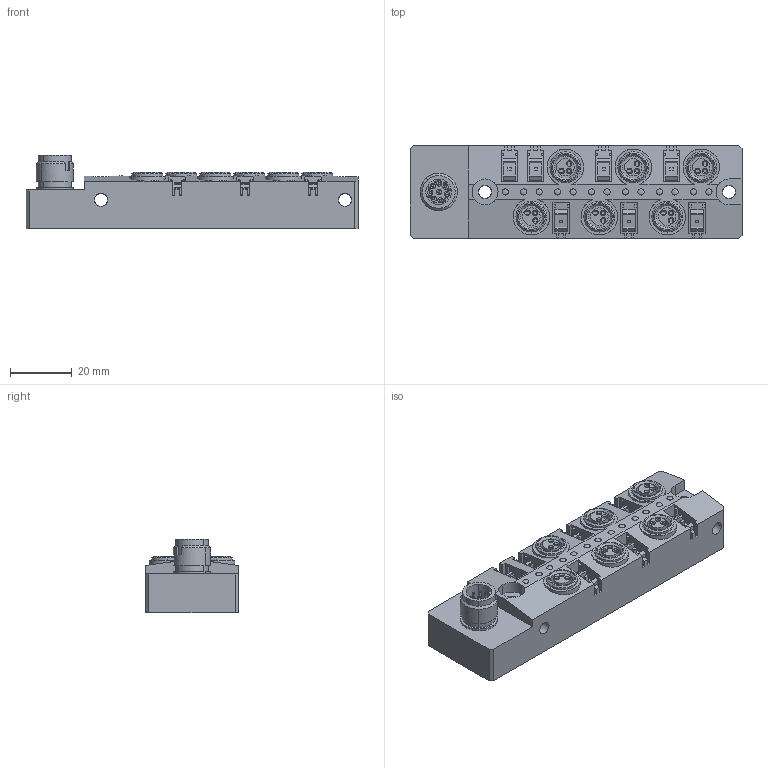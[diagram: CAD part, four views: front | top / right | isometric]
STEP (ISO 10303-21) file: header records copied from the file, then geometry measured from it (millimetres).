
FILE_DESCRIPTION((''),'2;1');
FILE_NAME('CAD-7139','2021-02-03T13:18:17',('creinig-se'),(''),'CREO PARAMETRIC BY PTC INC, 2019292','CREO PARAMETRIC BY PTC INC, 2019292','');
FILE_SCHEMA(('CONFIG_CONTROL_DESIGN','SHAPE_APPEARANCE_LAYERS_GROUPS'));
Length unit declared in the file: millimetre
Products named in the file (1): CAD-7139
Bounding box: 107.5 x 30 x 23.7 mm (x, y, z)
Volume: 47435.5 mm3; surface area: 16740.8 mm2
Topology: 1 solids, 1 shells, 669 faces, 1738 edges, 1163 vertices
Faces by surface type: plane 400, cylinder 156, cone 62, extrusion 38, sphere 13
Entity records: 29877 total; most frequent: CARTESIAN_POINT 4440, ORIENTED_EDGE 3476, DIRECTION 3381, PRESENTATION_STYLE_ASSIGNMENT 2051, STYLED_ITEM 1776, CURVE_STYLE 1775, EDGE_CURVE 1738, VECTOR 1223
